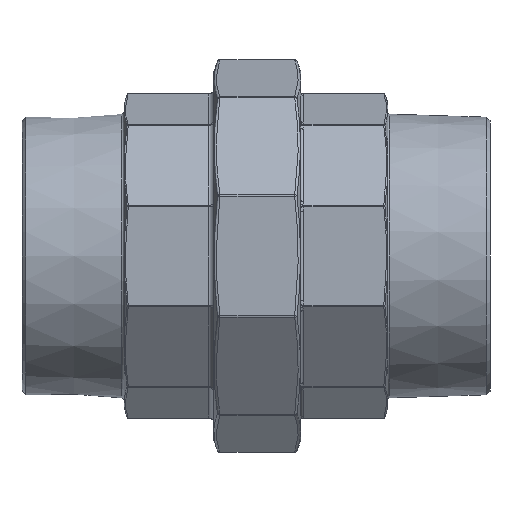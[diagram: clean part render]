
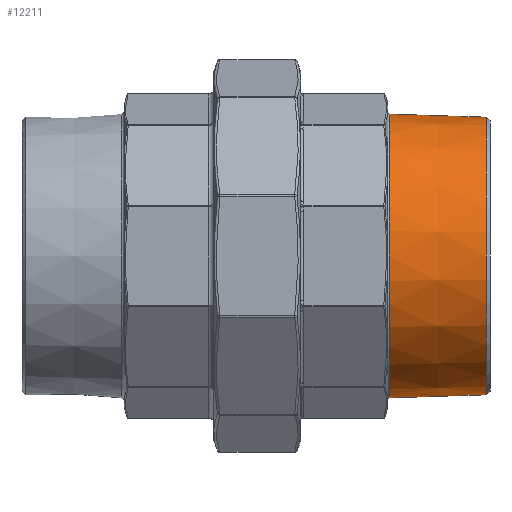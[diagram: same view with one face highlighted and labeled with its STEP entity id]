
A CAD part, front view. The second image highlights one B-rep face of the part: STEP entity #12211.
In plain terms, the highlighted conical face has half-angle 1.79 degrees and reference radius 56.515 mm.
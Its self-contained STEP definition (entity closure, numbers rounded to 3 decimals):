
#622 = EDGE_LOOP ( 'NONE', ( #22782 ) ) ;
#1272 = CARTESIAN_POINT ( 'NONE',  ( 87.472, 0., 55.769 ) ) ;
#3325 = CARTESIAN_POINT ( 'NONE',  ( 48.484, 0., 0. ) ) ;
#4007 = EDGE_LOOP ( 'NONE', ( #7453 ) ) ;
#4199 = FACE_BOUND ( 'NONE', #4007, .T. ) ;
#4316 = EDGE_CURVE ( 'NONE', #20509, #20509, #9193, .T. ) ;
#4533 = DIRECTION ( 'NONE',  ( -1., 0., 0. ) ) ;
#4944 = VERTEX_POINT ( 'NONE', #22167 ) ;
#6451 = CARTESIAN_POINT ( 'NONE',  ( 87.472, 0., 0. ) ) ;
#7452 = EDGE_CURVE ( 'NONE', #4944, #4944, #21538, .T. ) ;
#7453 = ORIENTED_EDGE ( 'NONE', *, *, #4316, .T. ) ;
#8842 = DIRECTION ( 'NONE',  ( 1., 0., 0. ) ) ;
#9193 = CIRCLE ( 'NONE', #15650, 55.769 ) ;
#10621 = AXIS2_PLACEMENT_3D ( 'NONE', #3325, #8842, #24631 ) ;
#12211 = ADVANCED_FACE ( 'NONE', ( #23067, #4199 ), #24891, .T. ) ;
#13444 = DIRECTION ( 'NONE',  ( 0., 0., 1. ) ) ;
#13840 = DIRECTION ( 'NONE',  ( -1., 0., 0. ) ) ;
#14012 = AXIS2_PLACEMENT_3D ( 'NONE', #19654, #13840, #13444 ) ;
#14036 = DIRECTION ( 'NONE',  ( 0., 0., 1. ) ) ;
#15650 = AXIS2_PLACEMENT_3D ( 'NONE', #6451, #4533, #14036 ) ;
#19654 = CARTESIAN_POINT ( 'NONE',  ( 63.6, 0., 0. ) ) ;
#20509 = VERTEX_POINT ( 'NONE', #1272 ) ;
#21538 = CIRCLE ( 'NONE', #10621, 56.987 ) ;
#22167 = CARTESIAN_POINT ( 'NONE',  ( 48.484, 0., 56.987 ) ) ;
#22782 = ORIENTED_EDGE ( 'NONE', *, *, #7452, .T. ) ;
#23067 = FACE_OUTER_BOUND ( 'NONE', #622, .T. ) ;
#24631 = DIRECTION ( 'NONE',  ( 0., 0., 1. ) ) ;
#24891 = CONICAL_SURFACE ( 'NONE', #14012, 56.515, 0.031 ) ;
